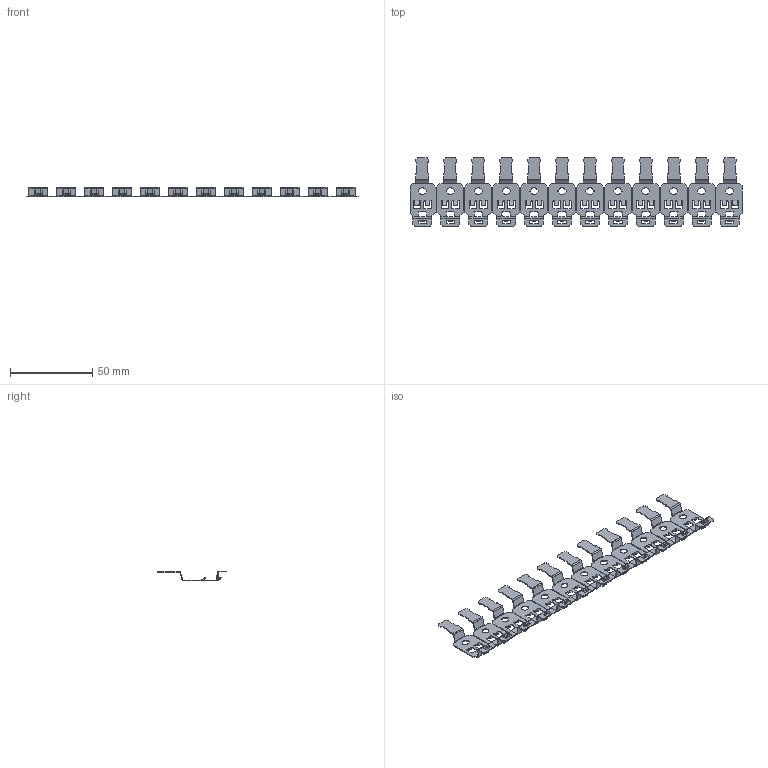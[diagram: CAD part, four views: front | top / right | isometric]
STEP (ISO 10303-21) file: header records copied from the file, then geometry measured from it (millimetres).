
FILE_DESCRIPTION (( 'STEP AP214' ), '1' );
FILE_NAME ('17986_0_RMFDZM4.STEP', '2016-09-21T12:07:07', ( 'Windows-Benutzer' ), ( '' ), 'SwSTEP 2.0', 'SolidWorks 2015', '' );
FILE_SCHEMA (( 'AUTOMOTIVE_DESIGN' ));
Length unit declared in the file: millimetre
Products named in the file (2): 17986_0_RMFDZM4
Assembly tree (1 placements, depth 2):
  17986_0_RMFDZM4
    17986_0_RMFDZM4
Bounding box: 202 x 41.52 x 6 mm (x, y, z)
Volume: 3091.3 mm3; surface area: 13768.1 mm2
Topology: 1 solids, 1 shells, 2118 faces, 6132 edges, 3992 vertices
Faces by surface type: cylinder 1038, plane 1008, bspline 72
Entity records: 79514 total; most frequent: CARTESIAN_POINT 21774, ORIENTED_EDGE 12264, DIRECTION 11844, EDGE_CURVE 6132, VERTEX_POINT 3992, VECTOR 3968, LINE 3968, AXIS2_PLACEMENT_3D 3938
